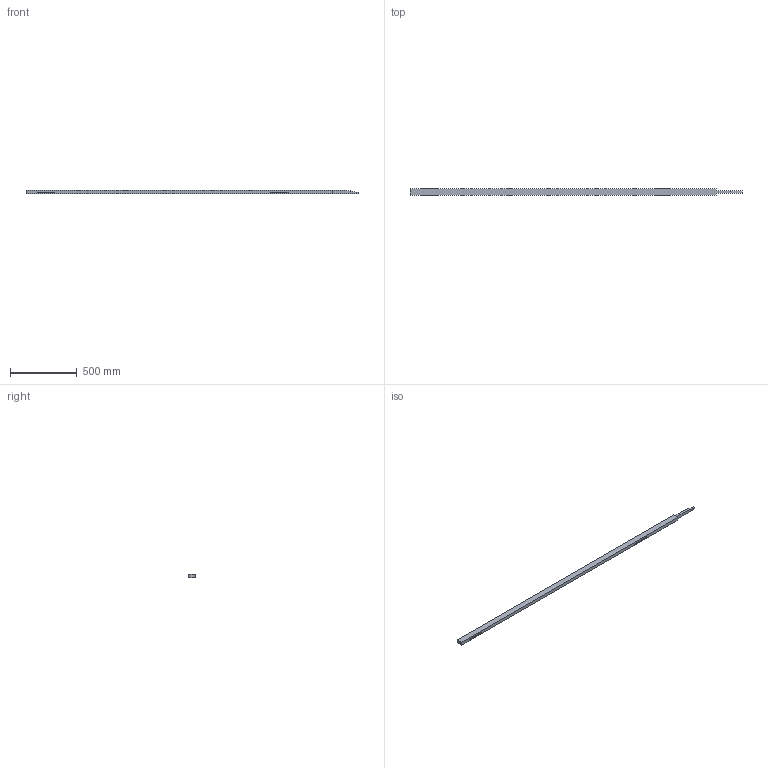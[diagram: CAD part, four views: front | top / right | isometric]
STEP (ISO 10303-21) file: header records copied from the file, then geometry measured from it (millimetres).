
FILE_DESCRIPTION (( 'STEP AP203' ), '1' );
FILE_NAME ('奻隙最絳寢-4.STEP', '2022-02-26T04:41:39', ( '' ), ( '' ), 'SwSTEP 2.0', 'SolidWorks 2018', '' );
FILE_SCHEMA (( 'CONFIG_CONTROL_DESIGN' ));
Length unit declared in the file: millimetre
Products named in the file (1): 奻隙最絳寢-4
Bounding box: 2490 x 48 x 25 mm (x, y, z)
Volume: 2811750 mm3; surface area: 360517.7 mm2
Topology: 1 solids, 1 shells, 31 faces, 75 edges, 50 vertices
Faces by surface type: plane 31
Entity records: 966 total; most frequent: CARTESIAN_POINT 157, ORIENTED_EDGE 150, DIRECTION 139, LINE 75, EDGE_CURVE 75, VECTOR 75, VERTEX_POINT 50, EDGE_LOOP 35
